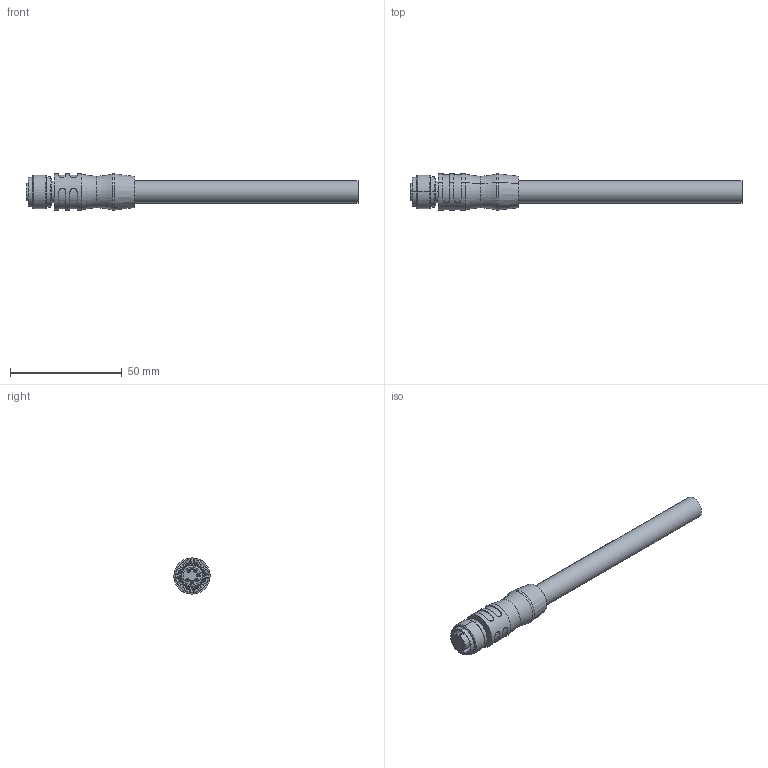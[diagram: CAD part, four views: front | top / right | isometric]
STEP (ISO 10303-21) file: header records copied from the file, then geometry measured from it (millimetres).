
FILE_DESCRIPTION((''),'2;1');
FILE_NAME('EK6-M-P00_ASM','2019-03-26T',('xin.jin'),(''),'PRO/ENGINEER BY PARAMETRIC TECHNOLOGY CORPORATION, 2012060','PRO/ENGINEER BY PARAMETRIC TECHNOLOGY CORPORATION, 2012060','');
FILE_SCHEMA(('AUTOMOTIVE_DESIGN { 1 0 10303 214 1 1 1 1 }'));
Length unit declared in the file: millimetre
Products named in the file (1): EK6-M-P00_ASM
Bounding box: 148.7 x 16.2 x 16.19 mm (x, y, z)
Volume: 15797.7 mm3; surface area: 7444.4 mm2
Topology: 1 solids, 7 shells, 413 faces, 1195 edges, 768 vertices
Faces by surface type: plane 177, cylinder 158, cone 34, bspline 32, torus 12
Entity records: 16283 total; most frequent: CARTESIAN_POINT 5168, ORIENTED_EDGE 2366, DIRECTION 2318, EDGE_CURVE 1183, AXIS2_PLACEMENT_3D 882, VERTEX_POINT 768, VECTOR 554, LINE 554
